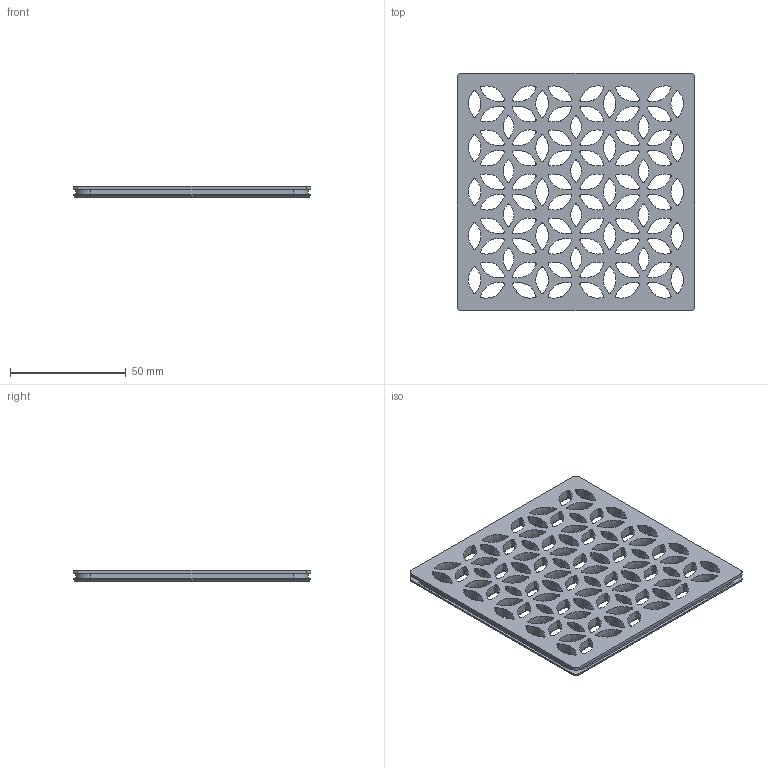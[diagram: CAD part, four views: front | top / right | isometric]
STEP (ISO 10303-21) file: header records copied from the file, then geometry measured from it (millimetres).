
FILE_DESCRIPTION((''),'2;1');
FILE_NAME('51008','2021-09-17T12:16:55',('rsmith'),(''),'CREO PARAMETRIC BY PTC INC, 2018400','CREO PARAMETRIC BY PTC INC, 2018400','');
FILE_SCHEMA(('AUTOMOTIVE_DESIGN { 1 0 10303 214 1 1 1 1 }'));
Products named in the file (1): 51008
Bounding box: 102.74 x 102.74 x 4.78 mm (x, y, z)
Volume: 27930.9 mm3; surface area: 26598 mm2
Topology: 1 solids, 1 shells, 1506 faces, 3763 edges, 2261 vertices
Faces by surface type: cylinder 563, bspline 551, plane 388, cone 4
Entity records: 84809 total; most frequent: CARTESIAN_POINT 41013, ORIENTED_EDGE 7526, DIRECTION 5333, PRESENTATION_STYLE_ASSIGNMENT 3764, STYLED_ITEM 3764, CURVE_STYLE 3763, EDGE_CURVE 3763, VERTEX_POINT 2261
